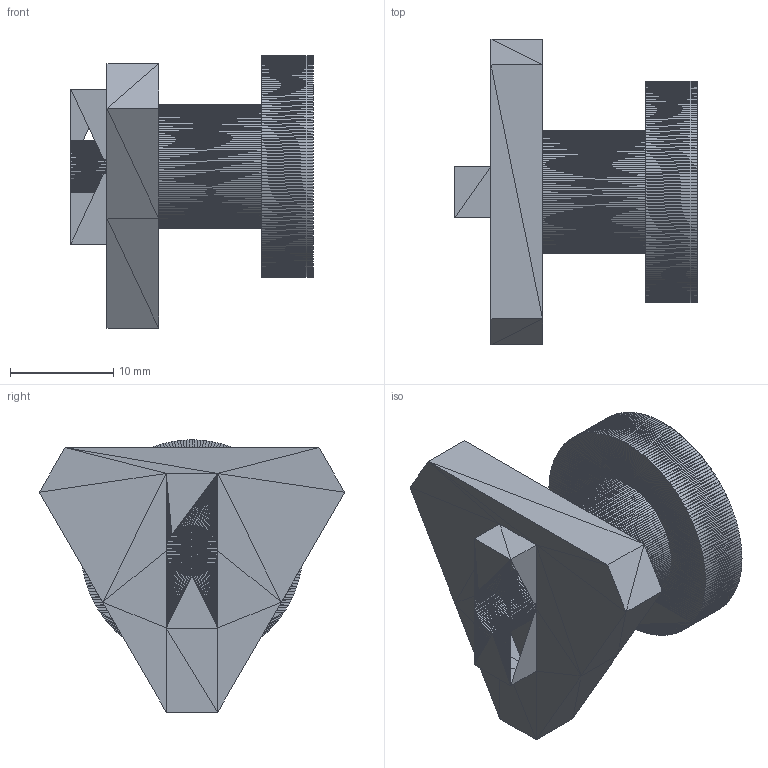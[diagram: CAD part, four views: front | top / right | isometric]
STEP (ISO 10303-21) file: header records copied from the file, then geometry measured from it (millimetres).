
FILE_DESCRIPTION(('FreeCAD Model'),'2;1');
FILE_NAME('RT-FIX.step', '2018-11-29T12:44:26',('Author'),(''), 'Open CASCADE STEP processor 7.2','FreeCAD','Unknown');
FILE_SCHEMA(('AUTOMOTIVE_DESIGN { 1 0 10303 214 1 1 1 1 }'));
Products named in the file (1): RT_FIX001
Bounding box: 23.5 x 29.64 x 26.42 mm (x, y, z)
Surface area: 2945.1 mm2 (no closed solid volume)
Topology: 0 solids, 1 shells, 2565 faces, 3855 edges, 1289 vertices
Faces by surface type: plane 2565
Entity records: 96300 total; most frequent: CARTESIAN_POINT 19259, DIRECTION 12842, LINE 7710, VECTOR 7710, ORIENTED_EDGE 7696, PCURVE 7696, DEFINITIONAL_REPRESENTATION 7696, EDGE_CURVE 3855
